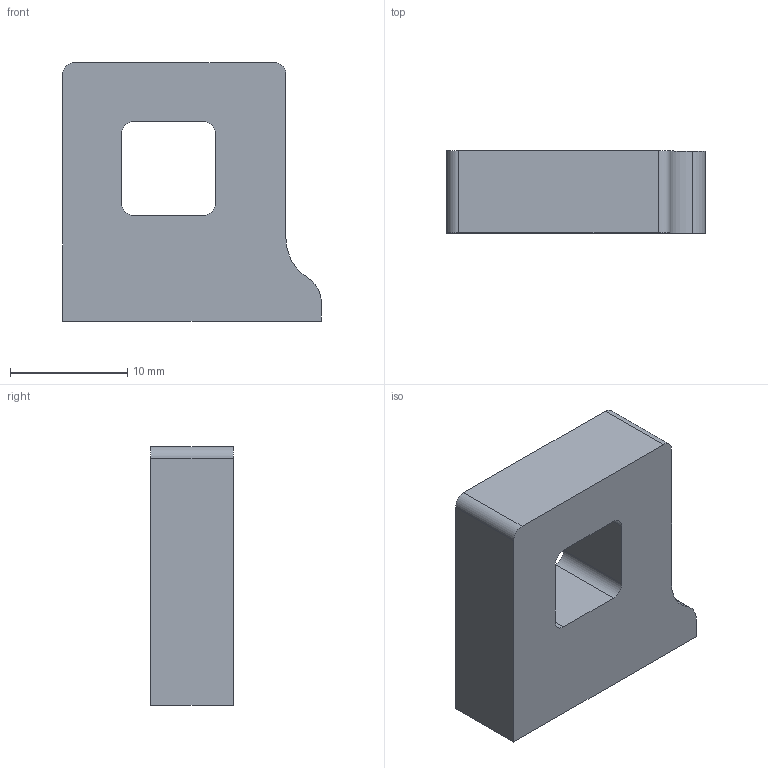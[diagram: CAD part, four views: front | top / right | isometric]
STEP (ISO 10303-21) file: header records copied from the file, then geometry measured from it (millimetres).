
FILE_DESCRIPTION(/* description */ ('CAx-IF Rec.Pracs.---Representation and Presentation of Product Manufacturing Information (PMI)---4.0---2014-10-13','CAx-IF Rec.Pracs.---3D Tessellated Geometry---0.4---2014-09-14','2;1'),/* implementation_level */ '2;1');
FILE_NAME(/* name */ 'HO 25-P',/* time_stamp */ '2025-05-24T00:29:08+02:00',/* author */ (''),/* organization */ (''),/* preprocessor_version */ 'ST-DEVELOPER v20',/* originating_system */ 'SIEMENS PLM Software NX2406.6001',/* authorisation */ $);
FILE_SCHEMA (('AP242_MANAGED_MODEL_BASED_3D_ENGINEERING_MIM_LF { 1 0 10303 442 3 1 4 }'));
Length unit declared in the file: millimetre
Products named in the file (1): HO 25-P
Bounding box: 22 x 7 x 22 mm (x, y, z)
Volume: 2566.5 mm3; surface area: 1541.6 mm2
Topology: 1 solids, 1 shells, 19 faces, 69 edges, 77 vertices
Faces by surface type: plane 11, cylinder 6, bspline 2
Entity records: 961 total; most frequent: CARTESIAN_POINT 182, DIRECTION 153, ORIENTED_EDGE 102, AXIS2_PLACEMENT_3D 54, EDGE_CURVE 51, LINE 45, VECTOR 45, VERTEX_POINT 34
